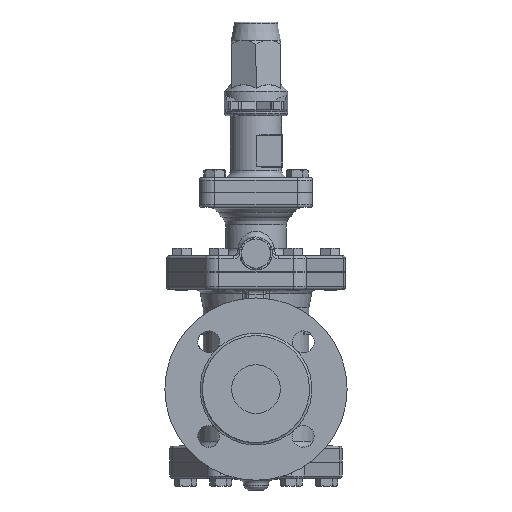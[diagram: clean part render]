
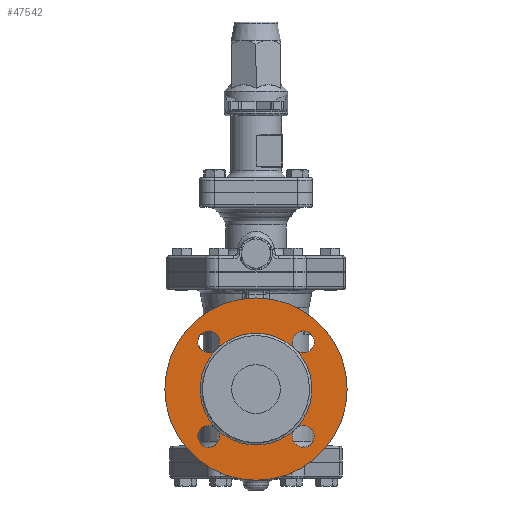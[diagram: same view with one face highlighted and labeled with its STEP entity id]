
A CAD part, left-side view. The second image highlights one B-rep face of the part: STEP entity #47542.
In plain terms, the highlighted planar face has unit normal (-1, 0, 0).
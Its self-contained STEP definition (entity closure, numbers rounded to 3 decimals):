
#47442=CARTESIAN_POINT('',(-98.,-32.527,92.527));
#47443=VERTEX_POINT('',#47442);
#47444=CARTESIAN_POINT('',(-98.,32.527,92.527));
#47445=VERTEX_POINT('',#47444);
#47446=CARTESIAN_POINT('',(-98.0,0.0,60.0));
#47447=DIRECTION('',(-1.0,0.0,0.0));
#47448=DIRECTION('',(0.0,0.0,-1.0));
#47449=AXIS2_PLACEMENT_3D('',#47446,#47447,#47448);
#47450=CIRCLE('',#47449,46.);
#47451=EDGE_CURVE('',#47443,#47445,#47450,.T.);
#47453=CARTESIAN_POINT('',(-98.,32.527,27.473));
#47454=VERTEX_POINT('',#47453);
#47455=CARTESIAN_POINT('',(-98.0,0.0,60.0));
#47456=DIRECTION('',(-1.0,0.0,0.0));
#47457=DIRECTION('',(0.0,0.0,-1.0));
#47458=AXIS2_PLACEMENT_3D('',#47455,#47456,#47457);
#47459=CIRCLE('',#47458,46.);
#47460=EDGE_CURVE('',#47445,#47454,#47459,.T.);
#47462=CARTESIAN_POINT('',(-98.,-32.527,27.473));
#47463=VERTEX_POINT('',#47462);
#47464=CARTESIAN_POINT('',(-98.0,0.0,60.0));
#47465=DIRECTION('',(-1.0,0.0,0.0));
#47466=DIRECTION('',(0.0,0.0,-1.0));
#47467=AXIS2_PLACEMENT_3D('',#47464,#47465,#47466);
#47468=CIRCLE('',#47467,46.);
#47469=EDGE_CURVE('',#47454,#47463,#47468,.T.);
#47471=CARTESIAN_POINT('',(-98.0,0.0,60.0));
#47472=DIRECTION('',(-1.0,0.0,0.0));
#47473=DIRECTION('',(0.0,0.0,-1.0));
#47474=AXIS2_PLACEMENT_3D('',#47471,#47472,#47473);
#47475=CIRCLE('',#47474,46.);
#47476=EDGE_CURVE('',#47463,#47443,#47475,.T.);
#47492=CARTESIAN_POINT('',(-98.0,0.0,60.0));
#47493=DIRECTION('',(1.0,0.0,0.0));
#47494=DIRECTION('',(0.0,0.0,-1.0));
#47495=AXIS2_PLACEMENT_3D('',#47492,#47493,#47494);
#47496=PLANE('',#47495);
#47497=CARTESIAN_POINT('',(-98.,0.,135.0));
#47498=VERTEX_POINT('',#47497);
#47499=CARTESIAN_POINT('',(-98.0,0.0,60.0));
#47500=DIRECTION('',(1.0,0.0,0.0));
#47501=DIRECTION('',(0.0,0.0,-1.0));
#47502=AXIS2_PLACEMENT_3D('',#47499,#47500,#47501);
#47503=CIRCLE('',#47502,75.0);
#47504=EDGE_CURVE('',#47498,#47498,#47503,.T.);
#47505=ORIENTED_EDGE('',*,*,#47504,.F.);
#47506=EDGE_LOOP('',(#47505));
#47507=FACE_OUTER_BOUND('',#47506,.T.);
#47508=CARTESIAN_POINT('',(-98.,-38.891,21.109));
#47509=DIRECTION('',(-1.0,0.0,0.0));
#47510=DIRECTION('',(0.0,-1.0,0.0));
#47511=AXIS2_PLACEMENT_3D('',#47508,#47509,#47510);
#47512=CIRCLE('',#47511,9.0);
#47513=EDGE_CURVE('',#47463,#47463,#47512,.T.);
#47514=ORIENTED_EDGE('',*,*,#47513,.F.);
#47515=ORIENTED_EDGE('',*,*,#47469,.F.);
#47516=CARTESIAN_POINT('',(-98.,38.891,21.109));
#47517=DIRECTION('',(-1.0,0.0,0.0));
#47518=DIRECTION('',(0.0,0.0,-1.0));
#47519=AXIS2_PLACEMENT_3D('',#47516,#47517,#47518);
#47520=CIRCLE('',#47519,9.0);
#47521=EDGE_CURVE('',#47454,#47454,#47520,.T.);
#47522=ORIENTED_EDGE('',*,*,#47521,.F.);
#47523=ORIENTED_EDGE('',*,*,#47460,.F.);
#47524=CARTESIAN_POINT('',(-98.,38.891,98.891));
#47525=DIRECTION('',(-1.0,0.0,0.0));
#47526=DIRECTION('',(0.0,1.0,0.0));
#47527=AXIS2_PLACEMENT_3D('',#47524,#47525,#47526);
#47528=CIRCLE('',#47527,9.0);
#47529=EDGE_CURVE('',#47445,#47445,#47528,.T.);
#47530=ORIENTED_EDGE('',*,*,#47529,.F.);
#47531=ORIENTED_EDGE('',*,*,#47451,.F.);
#47532=CARTESIAN_POINT('',(-98.,-38.891,98.891));
#47533=DIRECTION('',(-1.0,0.0,0.0));
#47534=DIRECTION('',(0.0,0.0,1.0));
#47535=AXIS2_PLACEMENT_3D('',#47532,#47533,#47534);
#47536=CIRCLE('',#47535,9.0);
#47537=EDGE_CURVE('',#47443,#47443,#47536,.T.);
#47538=ORIENTED_EDGE('',*,*,#47537,.F.);
#47539=ORIENTED_EDGE('',*,*,#47476,.F.);
#47540=EDGE_LOOP('',(#47514,#47515,#47522,#47523,#47530,#47531,#47538,#47539));
#47541=FACE_BOUND('',#47540,.T.);
#47542=ADVANCED_FACE('',(#47507,#47541),#47496,.F.);
